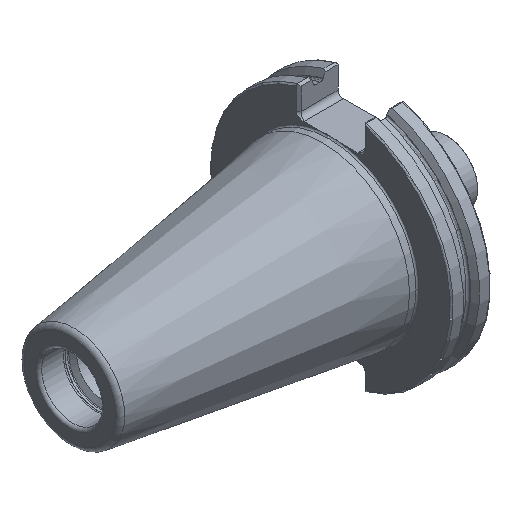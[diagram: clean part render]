
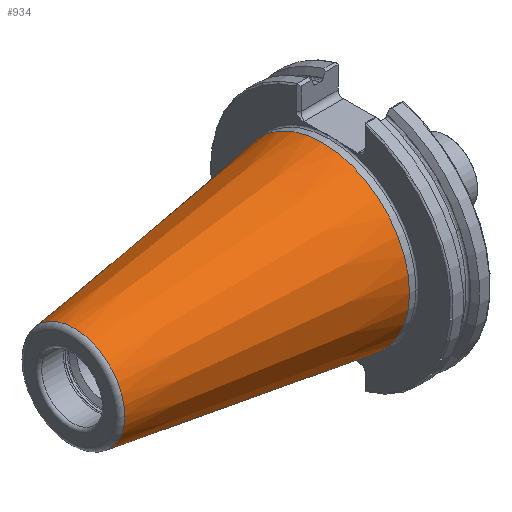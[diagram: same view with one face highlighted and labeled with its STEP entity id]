
A CAD part, isometric view. The second image highlights one B-rep face of the part: STEP entity #934.
In plain terms, the highlighted conical face has half-angle 8.297 degrees and reference radius 34.925 mm.
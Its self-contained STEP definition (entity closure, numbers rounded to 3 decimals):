
#14 = AXIS2_PLACEMENT_3D ( 'NONE', #2492, #880, #2321 ) ;
#143 = FACE_BOUND ( 'NONE', #3760, .T. ) ;
#190 = CIRCLE ( 'NONE', #14, 34.925 ) ;
#211 = EDGE_CURVE ( 'NONE', #3920, #3920, #2725, .T. ) ;
#271 = CARTESIAN_POINT ( 'NONE',  ( 0., 0., 34.925 ) ) ;
#392 = ORIENTED_EDGE ( 'NONE', *, *, #1404, .T. ) ;
#668 = DIRECTION ( 'NONE',  ( 0., 0., 1. ) ) ;
#880 = DIRECTION ( 'NONE',  ( -1., 0., 0. ) ) ;
#934 = ADVANCED_FACE ( 'NONE', ( #143, #2545 ), #2706, .T. ) ;
#935 = CARTESIAN_POINT ( 'NONE',  ( -99.889, 0., 20.358 ) ) ;
#993 = CARTESIAN_POINT ( 'NONE',  ( -99.889, 0., 0. ) ) ;
#1286 = AXIS2_PLACEMENT_3D ( 'NONE', #993, #3948, #668 ) ;
#1362 = CARTESIAN_POINT ( 'NONE',  ( 0., 0., 0. ) ) ;
#1404 = EDGE_CURVE ( 'NONE', #1958, #1958, #190, .T. ) ;
#1958 = VERTEX_POINT ( 'NONE', #271 ) ;
#2034 = AXIS2_PLACEMENT_3D ( 'NONE', #1362, #3970, #3297 ) ;
#2321 = DIRECTION ( 'NONE',  ( 0., 0., 1. ) ) ;
#2492 = CARTESIAN_POINT ( 'NONE',  ( 0., 0., 0. ) ) ;
#2545 = FACE_OUTER_BOUND ( 'NONE', #4246, .T. ) ;
#2706 = CONICAL_SURFACE ( 'NONE', #2034, 34.925, 0.145 ) ;
#2725 = CIRCLE ( 'NONE', #1286, 20.358 ) ;
#3297 = DIRECTION ( 'NONE',  ( 0., 0., -1. ) ) ;
#3760 = EDGE_LOOP ( 'NONE', ( #3821 ) ) ;
#3821 = ORIENTED_EDGE ( 'NONE', *, *, #211, .F. ) ;
#3920 = VERTEX_POINT ( 'NONE', #935 ) ;
#3948 = DIRECTION ( 'NONE',  ( -1., 0., 0. ) ) ;
#3970 = DIRECTION ( 'NONE',  ( 1., 0., 0. ) ) ;
#4246 = EDGE_LOOP ( 'NONE', ( #392 ) ) ;
